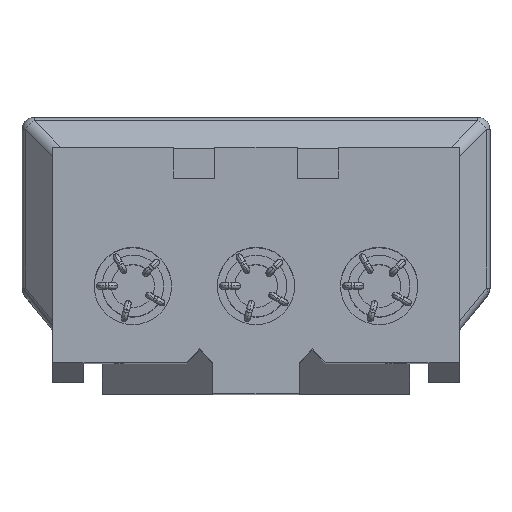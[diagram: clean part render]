
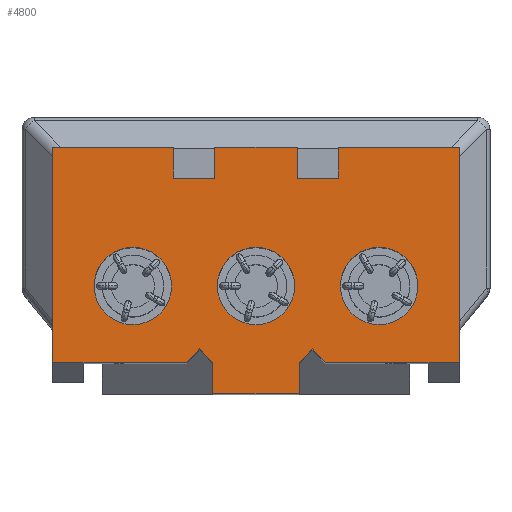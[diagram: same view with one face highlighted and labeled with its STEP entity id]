
A CAD part, top view. The second image highlights one B-rep face of the part: STEP entity #4800.
In plain terms, the highlighted planar face has unit normal (0, 0, 1).
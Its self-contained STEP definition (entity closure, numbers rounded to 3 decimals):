
#1=CARTESIAN_POINT('',(3.,-0.5,9.));
#2=DIRECTION('',(0.,0.,-1.));
#3=DIRECTION('',(0.,1.,0.));
#4=AXIS2_PLACEMENT_3D('',#1,#2,#3);
#6=CARTESIAN_POINT('',(3.,-0.5,9.));
#7=DIRECTION('',(0.,0.,-1.));
#8=DIRECTION('',(0.,-1.,0.));
#9=AXIS2_PLACEMENT_3D('',#6,#7,#8);
#11=CARTESIAN_POINT('',(1.,-0.5,9.));
#12=DIRECTION('',(0.,0.,-1.));
#13=DIRECTION('',(-1.,0.,0.));
#14=AXIS2_PLACEMENT_3D('',#11,#12,#13);
#16=CARTESIAN_POINT('',(1.,-0.5,9.));
#17=DIRECTION('',(0.,0.,-1.));
#18=DIRECTION('',(1.,0.,0.));
#19=AXIS2_PLACEMENT_3D('',#16,#17,#18);
#21=CARTESIAN_POINT('',(5.,-0.5,9.));
#22=DIRECTION('',(0.,0.,-1.));
#23=DIRECTION('',(-1.,0.,0.));
#24=AXIS2_PLACEMENT_3D('',#21,#22,#23);
#26=CARTESIAN_POINT('',(5.,-0.5,9.));
#27=DIRECTION('',(0.,0.,-1.));
#28=DIRECTION('',(1.,0.,0.));
#29=AXIS2_PLACEMENT_3D('',#26,#27,#28);
#31=DIRECTION('',(-0.683,0.731,0.));
#32=VECTOR('',#31,0.315);
#33=CARTESIAN_POINT('',(4.125,-1.75,9.));
#34=LINE('',#33,#32);
#35=DIRECTION('',(-0.683,-0.731,0.));
#36=VECTOR('',#35,0.308);
#37=CARTESIAN_POINT('',(3.91,-1.52,9.));
#38=LINE('',#37,#36);
#39=DIRECTION('',(0.,1.,0.));
#40=VECTOR('',#39,0.505);
#41=CARTESIAN_POINT('',(3.7,-2.25,9.));
#42=LINE('',#41,#40);
#43=DIRECTION('',(0.,1.,0.));
#44=VECTOR('',#43,0.505);
#45=CARTESIAN_POINT('',(2.3,-2.25,9.));
#46=LINE('',#45,#44);
#47=DIRECTION('',(-0.683,0.731,0.));
#48=VECTOR('',#47,0.308);
#49=CARTESIAN_POINT('',(2.3,-1.745,9.));
#50=LINE('',#49,#48);
#51=DIRECTION('',(-0.683,-0.731,0.));
#52=VECTOR('',#51,0.315);
#53=CARTESIAN_POINT('',(2.09,-1.52,9.));
#54=LINE('',#53,#52);
#2396=DIRECTION('',(1.,0.,0.));
#2397=VECTOR('',#2396,2.175);
#2398=CARTESIAN_POINT('',(4.125,-1.75,9.));
#2399=LINE('',#2398,#2397);
#2668=DIRECTION('',(1.,0.,0.));
#2669=VECTOR('',#2668,2.175);
#2670=CARTESIAN_POINT('',(-0.3,-1.75,9.));
#2671=LINE('',#2670,#2669);
#2776=DIRECTION('',(1.,0.,0.));
#2777=VECTOR('',#2776,1.4);
#2778=CARTESIAN_POINT('',(2.3,-2.25,9.));
#2779=LINE('',#2778,#2777);
#3396=DIRECTION('',(-1.,0.,0.));
#3397=VECTOR('',#3396,1.333);
#3398=CARTESIAN_POINT('',(3.667,1.75,9.));
#3399=LINE('',#3398,#3397);
#3404=DIRECTION('',(0.,-1.,0.));
#3405=VECTOR('',#3404,0.5);
#3406=CARTESIAN_POINT('',(2.333,1.75,9.));
#3407=LINE('',#3406,#3405);
#3412=DIRECTION('',(1.,0.,0.));
#3413=VECTOR('',#3412,0.667);
#3414=CARTESIAN_POINT('',(1.667,1.25,9.));
#3415=LINE('',#3414,#3413);
#3420=DIRECTION('',(0.,-1.,0.));
#3421=VECTOR('',#3420,0.5);
#3422=CARTESIAN_POINT('',(1.667,1.75,9.));
#3423=LINE('',#3422,#3421);
#3428=DIRECTION('',(1.,0.,0.));
#3429=VECTOR('',#3428,1.967);
#3430=CARTESIAN_POINT('',(-0.3,1.75,9.));
#3431=LINE('',#3430,#3429);
#3445=DIRECTION('',(0.,-1.,0.));
#3446=VECTOR('',#3445,3.5);
#3447=CARTESIAN_POINT('',(-0.3,1.75,9.));
#3448=LINE('',#3447,#3446);
#3603=DIRECTION('',(0.,-1.,0.));
#3604=VECTOR('',#3603,0.5);
#3605=CARTESIAN_POINT('',(3.667,1.75,9.));
#3606=LINE('',#3605,#3604);
#3619=DIRECTION('',(0.,-1.,0.));
#3620=VECTOR('',#3619,0.5);
#3621=CARTESIAN_POINT('',(4.333,1.75,9.));
#3622=LINE('',#3621,#3620);
#3631=DIRECTION('',(1.,0.,0.));
#3632=VECTOR('',#3631,0.667);
#3633=CARTESIAN_POINT('',(3.667,1.25,9.));
#3634=LINE('',#3633,#3632);
#3652=DIRECTION('',(1.,0.,0.));
#3653=VECTOR('',#3652,1.967);
#3654=CARTESIAN_POINT('',(4.333,1.75,9.));
#3655=LINE('',#3654,#3653);
#3656=DIRECTION('',(0.,-1.,0.));
#3657=VECTOR('',#3656,3.5);
#3658=CARTESIAN_POINT('',(6.3,1.75,9.));
#3659=LINE('',#3658,#3657);
#3834=CARTESIAN_POINT('',(-0.3,1.75,9.));
#3835=CARTESIAN_POINT('',(-0.3,-1.75,9.));
#3836=VERTEX_POINT('',#3834);
#3837=VERTEX_POINT('',#3835);
#3838=CARTESIAN_POINT('',(1.667,1.75,9.));
#3839=VERTEX_POINT('',#3838);
#3840=CARTESIAN_POINT('',(1.667,1.25,9.));
#3841=VERTEX_POINT('',#3840);
#3842=CARTESIAN_POINT('',(2.333,1.25,9.));
#3843=VERTEX_POINT('',#3842);
#3844=CARTESIAN_POINT('',(2.333,1.75,9.));
#3845=VERTEX_POINT('',#3844);
#3846=CARTESIAN_POINT('',(0.372,-0.5,9.));
#3847=CARTESIAN_POINT('',(1.628,-0.5,9.));
#3848=VERTEX_POINT('',#3846);
#3849=VERTEX_POINT('',#3847);
#4224=CARTESIAN_POINT('',(3.667,1.75,9.));
#4225=CARTESIAN_POINT('',(3.667,1.25,9.));
#4226=VERTEX_POINT('',#4224);
#4227=VERTEX_POINT('',#4225);
#4228=CARTESIAN_POINT('',(4.333,1.25,9.));
#4229=VERTEX_POINT('',#4228);
#4230=CARTESIAN_POINT('',(4.333,1.75,9.));
#4231=VERTEX_POINT('',#4230);
#4232=CARTESIAN_POINT('',(6.3,1.75,9.));
#4233=VERTEX_POINT('',#4232);
#4234=CARTESIAN_POINT('',(6.3,-1.75,9.));
#4235=VERTEX_POINT('',#4234);
#4236=CARTESIAN_POINT('',(4.372,-0.5,9.));
#4237=CARTESIAN_POINT('',(5.628,-0.5,9.));
#4238=VERTEX_POINT('',#4236);
#4239=VERTEX_POINT('',#4237);
#4680=CARTESIAN_POINT('',(3.,0.128,9.));
#4682=VERTEX_POINT('',#4680);
#4684=CARTESIAN_POINT('',(3.,-1.128,9.));
#4686=VERTEX_POINT('',#4684);
#4715=CARTESIAN_POINT('',(3.7,-2.25,9.));
#4717=VERTEX_POINT('',#4715);
#4719=CARTESIAN_POINT('',(2.3,-2.25,9.));
#4721=VERTEX_POINT('',#4719);
#4723=CARTESIAN_POINT('',(4.125,-1.75,9.));
#4724=CARTESIAN_POINT('',(3.91,-1.52,9.));
#4725=VERTEX_POINT('',#4723);
#4726=VERTEX_POINT('',#4724);
#4727=CARTESIAN_POINT('',(3.7,-1.745,9.));
#4728=VERTEX_POINT('',#4727);
#4729=CARTESIAN_POINT('',(2.3,-1.745,9.));
#4730=VERTEX_POINT('',#4729);
#4731=CARTESIAN_POINT('',(2.09,-1.52,9.));
#4732=VERTEX_POINT('',#4731);
#4733=CARTESIAN_POINT('',(1.875,-1.75,9.));
#4734=VERTEX_POINT('',#4733);
#4735=CARTESIAN_POINT('',(4.65,-0.25,9.));
#4736=DIRECTION('',(0.,0.,1.));
#4737=DIRECTION('',(-1.,0.,0.));
#4738=AXIS2_PLACEMENT_3D('',#4735,#4736,#4737);
#4739=PLANE('',#4738);
#4741=ORIENTED_EDGE('',*,*,#4740,.F.);
#4743=ORIENTED_EDGE('',*,*,#4742,.T.);
#4745=ORIENTED_EDGE('',*,*,#4744,.T.);
#4747=ORIENTED_EDGE('',*,*,#4746,.F.);
#4749=ORIENTED_EDGE('',*,*,#4748,.F.);
#4751=ORIENTED_EDGE('',*,*,#4750,.T.);
#4753=ORIENTED_EDGE('',*,*,#4752,.T.);
#4755=ORIENTED_EDGE('',*,*,#4754,.T.);
#4757=ORIENTED_EDGE('',*,*,#4756,.F.);
#4759=ORIENTED_EDGE('',*,*,#4758,.F.);
#4761=ORIENTED_EDGE('',*,*,#4760,.T.);
#4763=ORIENTED_EDGE('',*,*,#4762,.T.);
#4765=ORIENTED_EDGE('',*,*,#4764,.T.);
#4767=ORIENTED_EDGE('',*,*,#4766,.F.);
#4769=ORIENTED_EDGE('',*,*,#4768,.F.);
#4771=ORIENTED_EDGE('',*,*,#4770,.T.);
#4773=ORIENTED_EDGE('',*,*,#4772,.T.);
#4775=ORIENTED_EDGE('',*,*,#4774,.F.);
#4777=ORIENTED_EDGE('',*,*,#4776,.T.);
#4779=ORIENTED_EDGE('',*,*,#4778,.T.);
#4780=EDGE_LOOP('',(#4741,#4743,#4745,#4747,#4749,#4751,#4753,#4755,#4757,#4759,
#4761,#4763,#4765,#4767,#4769,#4771,#4773,#4775,#4777,#4779));
#4781=FACE_OUTER_BOUND('',#4780,.F.);
#4783=ORIENTED_EDGE('',*,*,#4782,.F.);
#4785=ORIENTED_EDGE('',*,*,#4784,.F.);
#4786=EDGE_LOOP('',(#4783,#4785));
#4787=FACE_BOUND('',#4786,.F.);
#4789=ORIENTED_EDGE('',*,*,#4788,.F.);
#4791=ORIENTED_EDGE('',*,*,#4790,.F.);
#4792=EDGE_LOOP('',(#4789,#4791));
#4793=FACE_BOUND('',#4792,.F.);
#4795=ORIENTED_EDGE('',*,*,#4794,.F.);
#4797=ORIENTED_EDGE('',*,*,#4796,.F.);
#4798=EDGE_LOOP('',(#4795,#4797));
#4799=FACE_BOUND('',#4798,.F.);
#5=CIRCLE('',#4,0.628);
#10=CIRCLE('',#9,0.628);
#15=CIRCLE('',#14,0.628);
#20=CIRCLE('',#19,0.628);
#25=CIRCLE('',#24,0.628);
#30=CIRCLE('',#29,0.628);
#4740=EDGE_CURVE('',#4725,#4235,#2399,.T.);
#4742=EDGE_CURVE('',#4725,#4726,#34,.T.);
#4744=EDGE_CURVE('',#4726,#4728,#38,.T.);
#4746=EDGE_CURVE('',#4717,#4728,#42,.T.);
#4748=EDGE_CURVE('',#4721,#4717,#2779,.T.);
#4750=EDGE_CURVE('',#4721,#4730,#46,.T.);
#4752=EDGE_CURVE('',#4730,#4732,#50,.T.);
#4754=EDGE_CURVE('',#4732,#4734,#54,.T.);
#4756=EDGE_CURVE('',#3837,#4734,#2671,.T.);
#4758=EDGE_CURVE('',#3836,#3837,#3448,.T.);
#4760=EDGE_CURVE('',#3836,#3839,#3431,.T.);
#4762=EDGE_CURVE('',#3839,#3841,#3423,.T.);
#4764=EDGE_CURVE('',#3841,#3843,#3415,.T.);
#4766=EDGE_CURVE('',#3845,#3843,#3407,.T.);
#4768=EDGE_CURVE('',#4226,#3845,#3399,.T.);
#4770=EDGE_CURVE('',#4226,#4227,#3606,.T.);
#4772=EDGE_CURVE('',#4227,#4229,#3634,.T.);
#4774=EDGE_CURVE('',#4231,#4229,#3622,.T.);
#4776=EDGE_CURVE('',#4231,#4233,#3655,.T.);
#4778=EDGE_CURVE('',#4233,#4235,#3659,.T.);
#4782=EDGE_CURVE('',#3848,#3849,#15,.T.);
#4784=EDGE_CURVE('',#3849,#3848,#20,.T.);
#4788=EDGE_CURVE('',#4238,#4239,#25,.T.);
#4790=EDGE_CURVE('',#4239,#4238,#30,.T.);
#4794=EDGE_CURVE('',#4682,#4686,#5,.T.);
#4796=EDGE_CURVE('',#4686,#4682,#10,.T.);
#4800=ADVANCED_FACE('',(#4781,#4787,#4793,#4799),#4739,.T.);
